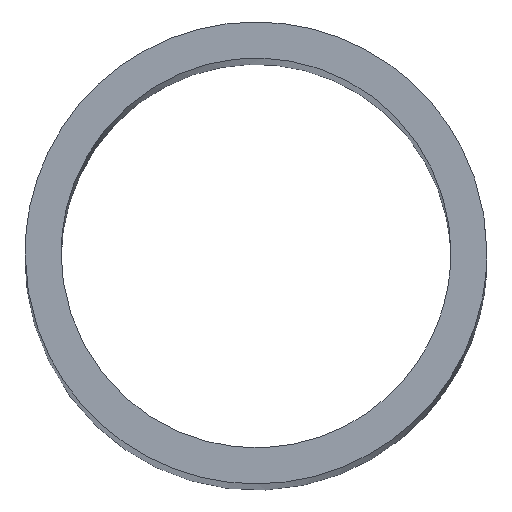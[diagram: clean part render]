
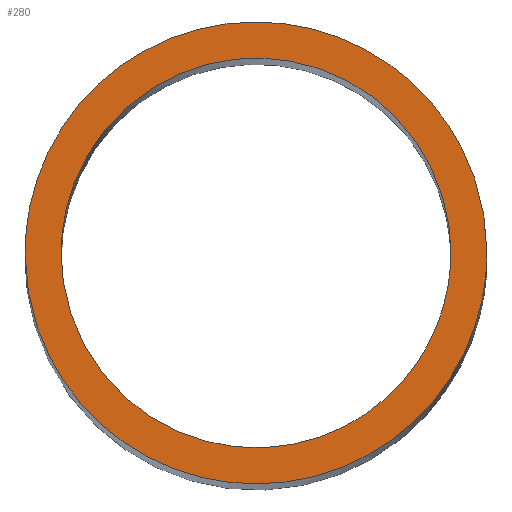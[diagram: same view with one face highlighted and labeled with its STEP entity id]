
A CAD part, top view. The second image highlights one B-rep face of the part: STEP entity #280.
In plain terms, the highlighted free-form (B-spline) face has degree [1, 1] with [2, 2] control points.
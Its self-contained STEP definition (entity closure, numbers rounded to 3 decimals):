
#4 = CARTESIAN_POINT ( 'NONE',  ( -16., 0., 250. ) ) ;
#6 = CARTESIAN_POINT ( 'NONE',  ( 13.5, 0., 250. ) ) ;
#10 = CARTESIAN_POINT ( 'NONE',  ( -4.186, -15.584, 250. ) ) ;
#11 = CARTESIAN_POINT ( 'NONE',  ( 8.059, -13.98, 250. ) ) ;
#13 = CARTESIAN_POINT ( 'NONE',  ( 15.584, 4.186, 250. ) ) ;
#28 = CARTESIAN_POINT ( 'NONE',  ( -13.5, 0., 250. ) ) ;
#30 = CARTESIAN_POINT ( 'NONE',  ( 4.186, 15.584, 250. ) ) ;
#33 = CARTESIAN_POINT ( 'NONE',  ( 16.192, -16.192, 250. ) ) ;
#34 = CARTESIAN_POINT ( 'NONE',  ( -16., 0., 250. ) ) ;
#35 = CARTESIAN_POINT ( 'NONE',  ( 16., 0., 250. ) ) ;
#40 = CARTESIAN_POINT ( 'NONE',  ( -13.5, 0., 250. ) ) ;
#45 = CARTESIAN_POINT ( 'NONE',  ( 13.5, -27., 250. ) ) ;
#47 = VERTEX_POINT ( 'NONE', #185 ) ;
#50 = EDGE_CURVE ( 'NONE', #146, #231, #147, .T. ) ;
#56 = CARTESIAN_POINT ( 'NONE',  ( 13.98, -8.059, 250. ) ) ;
#59 = CARTESIAN_POINT ( 'NONE',  ( 8.059, 13.98, 250. ) ) ;
#75 = CARTESIAN_POINT ( 'NONE',  ( 13.5, 0., 250. ) ) ;
#77 = CARTESIAN_POINT ( 'NONE',  ( 0., 13.5, 250. ) ) ;
#82 = CARTESIAN_POINT ( 'NONE',  ( -2.096, -16., 250. ) ) ;
#84 = CARTESIAN_POINT ( 'NONE',  ( -8.059, 13.98, 250. ) ) ;
#86 = ORIENTED_EDGE ( 'NONE', *, *, #300, .T. ) ;
#89 = B_SPLINE_SURFACE_WITH_KNOTS ( 'NONE', 1, 1, ( 
 ( #277, #292 ),
 ( #33, #173 ) ),
 .UNSPECIFIED., .F., .F., .F.,
 ( 2, 2 ),
 ( 2, 2 ),
 ( 0., 1. ),
 ( 0., 1. ),
 .UNSPECIFIED. ) ;
#100 = FACE_OUTER_BOUND ( 'NONE', #113, .T. ) ;
#101 = CARTESIAN_POINT ( 'NONE',  ( 7.908, 13.5, 250. ) ) ;
#103 = CARTESIAN_POINT ( 'NONE',  ( 16., 0., 250. ) ) ;
#105 = CARTESIAN_POINT ( 'NONE',  ( 2.096, 16., 250. ) ) ;
#106 = CARTESIAN_POINT ( 'NONE',  ( -13.5, 0., 250. ) ) ;
#113 = EDGE_LOOP ( 'NONE', ( #162, #86 ) ) ;
#116 =( BOUNDED_CURVE ( )  B_SPLINE_CURVE ( 3, ( #6, #201, #101, #77, #293, #274, #106 ),
 .UNSPECIFIED., .F., .T. ) 
 B_SPLINE_CURVE_WITH_KNOTS ( ( 4, 3, 4 ),
 ( -3.142, -1.571, 0. ),
 .UNSPECIFIED. ) 
 CURVE ( )  GEOMETRIC_REPRESENTATION_ITEM ( )  RATIONAL_B_SPLINE_CURVE ( ( 1., 0.805, 0.805, 1., 0.805, 0.805, 1. ) ) 
 REPRESENTATION_ITEM ( '' )  );
#128 = CARTESIAN_POINT ( 'NONE',  ( -15.584, -4.186, 250. ) ) ;
#129 = CARTESIAN_POINT ( 'NONE',  ( -9.832, 12.796, 250. ) ) ;
#131 = CARTESIAN_POINT ( 'NONE',  ( 9.832, 12.796, 250. ) ) ;
#146 = VERTEX_POINT ( 'NONE', #28 ) ;
#147 =( BOUNDED_CURVE ( )  B_SPLINE_CURVE ( 3, ( #40, #258, #45, #265 ),
 .UNSPECIFIED., .F., .T. ) 
 B_SPLINE_CURVE_WITH_KNOTS ( ( 4, 4 ),
 ( -3.142, 0. ),
 .UNSPECIFIED. ) 
 CURVE ( )  GEOMETRIC_REPRESENTATION_ITEM ( )  RATIONAL_B_SPLINE_CURVE ( ( 1., 0.333, 0.333, 1. ) ) 
 REPRESENTATION_ITEM ( '' )  );
#150 = CARTESIAN_POINT ( 'NONE',  ( -16., -2.096, 250. ) ) ;
#151 = CARTESIAN_POINT ( 'NONE',  ( -16., 2.096, 250. ) ) ;
#154 = FACE_BOUND ( 'NONE', #208, .T. ) ;
#157 = CARTESIAN_POINT ( 'NONE',  ( 4.186, -15.584, 250. ) ) ;
#158 = CARTESIAN_POINT ( 'NONE',  ( -2.096, 16., 250. ) ) ;
#162 = ORIENTED_EDGE ( 'NONE', *, *, #196, .T. ) ;
#173 = CARTESIAN_POINT ( 'NONE',  ( 16.192, 16.192, 250. ) ) ;
#177 = CARTESIAN_POINT ( 'NONE',  ( 9.832, -12.796, 250. ) ) ;
#178 = CARTESIAN_POINT ( 'NONE',  ( 13.98, 8.059, 250. ) ) ;
#180 = CARTESIAN_POINT ( 'NONE',  ( -12.796, 9.832, 250. ) ) ;
#185 = CARTESIAN_POINT ( 'NONE',  ( 16., 0., 250. ) ) ;
#196 = EDGE_CURVE ( 'NONE', #210, #47, #229, .T. ) ;
#201 = CARTESIAN_POINT ( 'NONE',  ( 13.5, 7.908, 250. ) ) ;
#205 = CARTESIAN_POINT ( 'NONE',  ( 12.796, -9.832, 250. ) ) ;
#207 = CARTESIAN_POINT ( 'NONE',  ( -9.832, -12.796, 250. ) ) ;
#208 = EDGE_LOOP ( 'NONE', ( #295, #297 ) ) ;
#210 = VERTEX_POINT ( 'NONE', #34 ) ;
#225 = CARTESIAN_POINT ( 'NONE',  ( 2.096, -16., 250. ) ) ;
#226 = CARTESIAN_POINT ( 'NONE',  ( -16., 0., 250. ) ) ;
#227 = CARTESIAN_POINT ( 'NONE',  ( -8.059, -13.98, 250. ) ) ;
#229 = B_SPLINE_CURVE_WITH_KNOTS ( 'NONE', 3,
 ( #4, #150, #128, #273, #253, #207, #227, #10, #82, #225, #157, #11, #177, #205, #56, #252, #251, #35 ),
 .UNSPECIFIED., .F., .F.,
 ( 4, 2, 2, 2, 2, 2, 2, 2, 4 ),
 ( 3.142, 3.534, 3.927, 4.32, 4.712, 5.105, 5.498, 5.89, 6.283 ),
 .UNSPECIFIED. ) ;
#231 = VERTEX_POINT ( 'NONE', #75 ) ;
#247 = CARTESIAN_POINT ( 'NONE',  ( -15.584, 4.186, 250. ) ) ;
#251 = CARTESIAN_POINT ( 'NONE',  ( 16., -2.096, 250. ) ) ;
#252 = CARTESIAN_POINT ( 'NONE',  ( 15.584, -4.186, 250. ) ) ;
#253 = CARTESIAN_POINT ( 'NONE',  ( -12.796, -9.832, 250. ) ) ;
#258 = CARTESIAN_POINT ( 'NONE',  ( -13.5, -27., 250. ) ) ;
#260 = B_SPLINE_CURVE_WITH_KNOTS ( 'NONE', 3,
 ( #103, #294, #13, #178, #296, #131, #59, #30, #105, #158, #299, #84, #129, #180, #279, #247, #151, #226 ),
 .UNSPECIFIED., .F., .F.,
 ( 4, 2, 2, 2, 2, 2, 2, 2, 4 ),
 ( 0., 0.393, 0.785, 1.178, 1.571, 1.963, 2.356, 2.749, 3.142 ),
 .UNSPECIFIED. ) ;
#265 = CARTESIAN_POINT ( 'NONE',  ( 13.5, 0., 250. ) ) ;
#273 = CARTESIAN_POINT ( 'NONE',  ( -13.98, -8.059, 250. ) ) ;
#274 = CARTESIAN_POINT ( 'NONE',  ( -13.5, 7.908, 250. ) ) ;
#277 = CARTESIAN_POINT ( 'NONE',  ( -16.192, -16.192, 250. ) ) ;
#279 = CARTESIAN_POINT ( 'NONE',  ( -13.98, 8.059, 250. ) ) ;
#280 = ADVANCED_FACE ( 'NONE', ( #154, #100 ), #89, .T. ) ;
#292 = CARTESIAN_POINT ( 'NONE',  ( -16.192, 16.192, 250. ) ) ;
#293 = CARTESIAN_POINT ( 'NONE',  ( -7.908, 13.5, 250. ) ) ;
#294 = CARTESIAN_POINT ( 'NONE',  ( 16., 2.096, 250. ) ) ;
#295 = ORIENTED_EDGE ( 'NONE', *, *, #50, .F. ) ;
#296 = CARTESIAN_POINT ( 'NONE',  ( 12.796, 9.832, 250. ) ) ;
#297 = ORIENTED_EDGE ( 'NONE', *, *, #306, .F. ) ;
#299 = CARTESIAN_POINT ( 'NONE',  ( -4.186, 15.584, 250. ) ) ;
#300 = EDGE_CURVE ( 'NONE', #47, #210, #260, .T. ) ;
#306 = EDGE_CURVE ( 'NONE', #231, #146, #116, .T. ) ;
